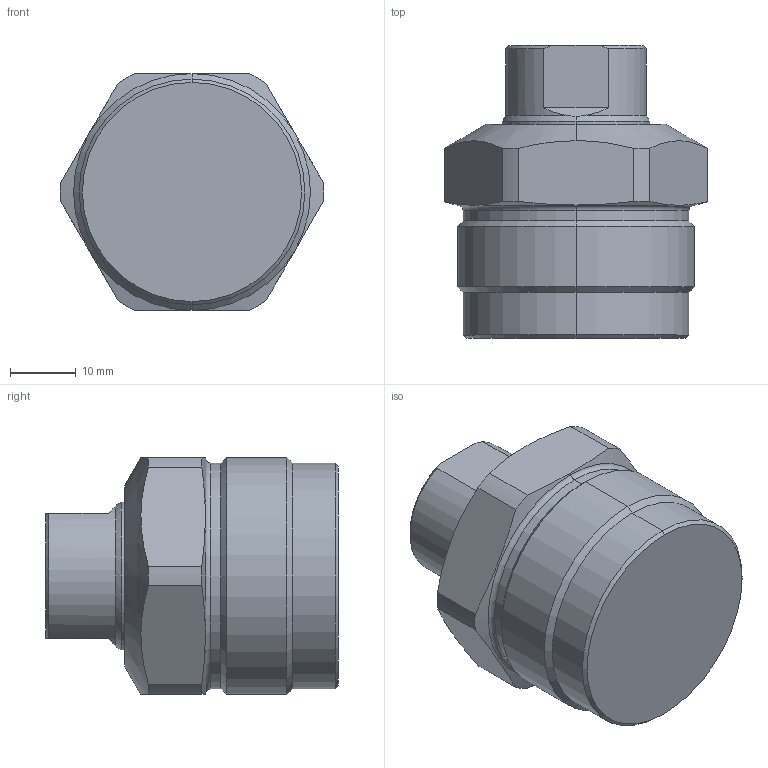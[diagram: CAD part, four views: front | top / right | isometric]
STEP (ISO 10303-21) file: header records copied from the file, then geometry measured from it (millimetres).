
FILE_DESCRIPTION (( 'STEP AP214' ), '1' );
FILE_NAME ('CMC10-05.STEP', '2005-12-23T07:55:53', ( '' ), ( '' ), 'SwSTEP 2.0', 'SolidWorks 2004334', '' );
FILE_SCHEMA (( 'AUTOMOTIVE_DESIGN' ));
Length unit declared in the file: millimetre
Products named in the file (3): CMC10-5BODY_蹬怮椔; CMC10-05; CMC10-05 ROD_蹬怮椔
Assembly tree (2 placements, depth 2):
  CMC10-05
    CMC10-05 ROD_蹬怮椔
    CMC10-5BODY_蹬怮椔
Bounding box: 39.99 x 44.5 x 36 mm (x, y, z)
Volume: 35844.9 mm3; surface area: 8249.8 mm2
Topology: 2 solids, 2 shells, 58 faces, 136 edges, 84 vertices
Faces by surface type: cylinder 22, cone 18, plane 16, torus 2
Entity records: 1838 total; most frequent: CARTESIAN_POINT 435, DIRECTION 292, ORIENTED_EDGE 272, EDGE_CURVE 136, AXIS2_PLACEMENT_3D 121, VERTEX_POINT 84, EDGE_LOOP 62, ADVANCED_FACE 58
